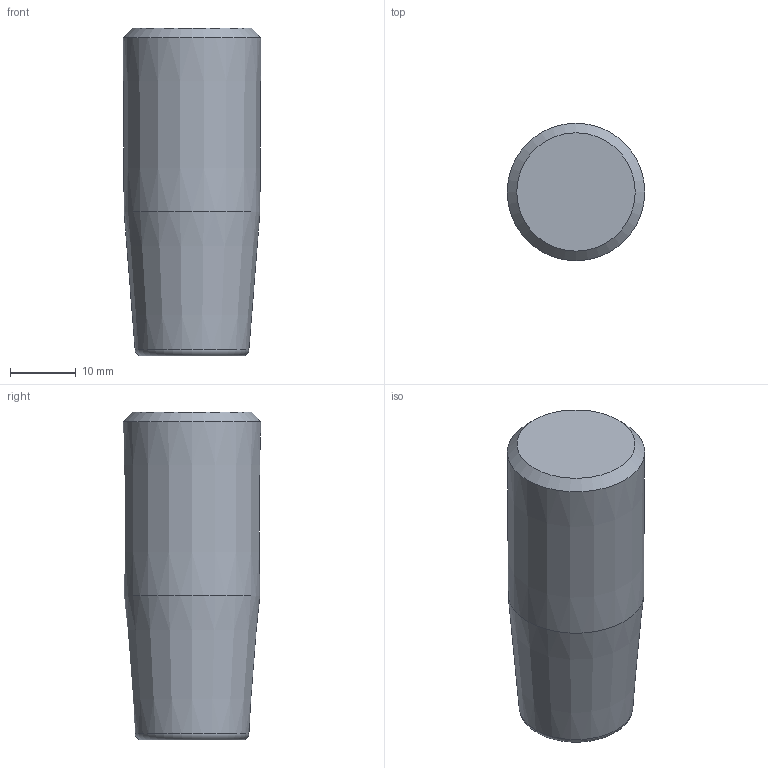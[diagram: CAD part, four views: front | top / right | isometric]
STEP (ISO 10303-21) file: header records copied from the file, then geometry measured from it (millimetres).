
FILE_DESCRIPTION( ( 'Unknown' ), '1' );
FILE_NAME( '6136014_MC21x50.stp', 'Unknown', ( 'Unknown' ), ( 'Unknown' ), 'XStep 1.0', 'Unknown', ' ' );
FILE_SCHEMA( ( 'CONFIG_CONTROL_DESIGN' ) );
Length unit declared in the file: millimetre
Products named in the file (1): 1
Bounding box: 20.98 x 20.98 x 50 mm (x, y, z)
Volume: 13990.2 mm3; surface area: 4430.7 mm2
Topology: 1 solids, 1 shells, 9 faces, 17 edges, 10 vertices
Faces by surface type: cone 5, plane 2, torus 1, cylinder 1
Full cylindrical faces by diameter (mm): 8.376 x1
Entity records: 222 total; most frequent: DIRECTION 36, CARTESIAN_POINT 27, AXIS2_PLACEMENT_3D 18, EDGE_LOOP 16, ORIENTED_EDGE 16, FACE_OUTER_BOUND 11, ADVANCED_FACE 9, VERTEX_POINT 9
